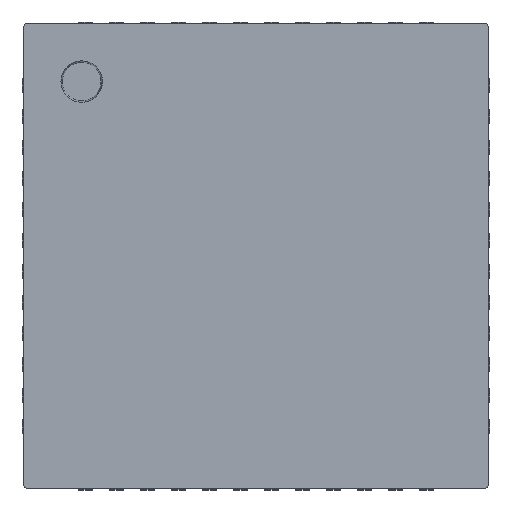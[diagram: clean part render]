
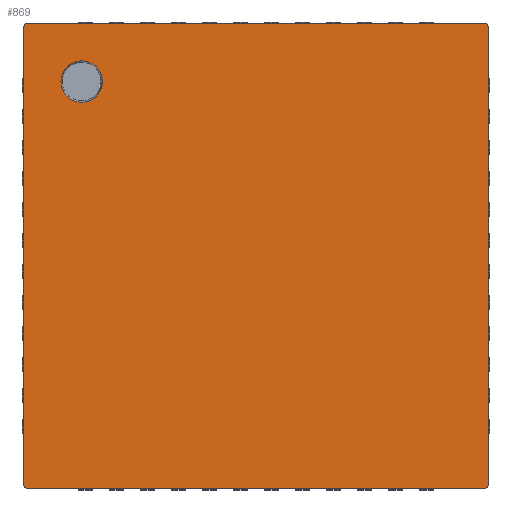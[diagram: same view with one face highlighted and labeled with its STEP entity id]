
A CAD part, top view. The second image highlights one B-rep face of the part: STEP entity #869.
In plain terms, the highlighted planar face has unit normal (0, 0, 1).
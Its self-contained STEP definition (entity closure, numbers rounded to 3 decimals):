
#234=CIRCLE('',#919,0.268);
#235=CIRCLE('',#920,0.05);
#236=CIRCLE('',#921,0.05);
#237=CIRCLE('',#922,0.05);
#238=CIRCLE('',#923,0.05);
#270=ORIENTED_EDGE('',*,*,#430,.T.);
#271=ORIENTED_EDGE('',*,*,#420,.T.);
#272=ORIENTED_EDGE('',*,*,#431,.T.);
#273=ORIENTED_EDGE('',*,*,#422,.T.);
#274=ORIENTED_EDGE('',*,*,#432,.T.);
#275=ORIENTED_EDGE('',*,*,#428,.T.);
#276=ORIENTED_EDGE('',*,*,#433,.T.);
#277=ORIENTED_EDGE('',*,*,#416,.T.);
#278=ORIENTED_EDGE('',*,*,#434,.T.);
#416=EDGE_CURVE('',#497,#496,#550,.T.);
#420=EDGE_CURVE('',#501,#500,#554,.T.);
#422=EDGE_CURVE('',#502,#503,#556,.T.);
#428=EDGE_CURVE('',#509,#508,#562,.T.);
#430=EDGE_CURVE('',#510,#510,#234,.F.);
#431=EDGE_CURVE('',#500,#502,#235,.T.);
#432=EDGE_CURVE('',#503,#509,#236,.T.);
#433=EDGE_CURVE('',#508,#497,#237,.T.);
#434=EDGE_CURVE('',#496,#501,#238,.T.);
#496=VERTEX_POINT('',#1294);
#497=VERTEX_POINT('',#1296);
#500=VERTEX_POINT('',#1303);
#501=VERTEX_POINT('',#1305);
#502=VERTEX_POINT('',#1309);
#503=VERTEX_POINT('',#1310);
#508=VERTEX_POINT('',#1321);
#509=VERTEX_POINT('',#1323);
#510=VERTEX_POINT('',#1327);
#550=LINE('',#1295,#610);
#554=LINE('',#1304,#614);
#556=LINE('',#1308,#616);
#562=LINE('',#1322,#622);
#610=VECTOR('',#1024,1000.);
#614=VECTOR('',#1030,1000.);
#616=VECTOR('',#1034,1000.);
#622=VECTOR('',#1042,1000.);
#672=EDGE_LOOP('',(#270));
#673=EDGE_LOOP('',(#271,#272,#273,#274,#275,#276,#277,#278));
#708=FACE_BOUND('',#672,.T.);
#709=FACE_BOUND('',#673,.T.);
#744=PLANE('',#918);
#869=ADVANCED_FACE('',(#708,#709),#744,.T.);
#918=AXIS2_PLACEMENT_3D('',#1325,#1044,#1045);
#919=AXIS2_PLACEMENT_3D('',#1326,#1046,#1047);
#920=AXIS2_PLACEMENT_3D('',#1328,#1048,#1049);
#921=AXIS2_PLACEMENT_3D('',#1329,#1050,#1051);
#922=AXIS2_PLACEMENT_3D('',#1330,#1052,#1053);
#923=AXIS2_PLACEMENT_3D('',#1331,#1054,#1055);
#1024=DIRECTION('',(1.,0.,0.));
#1030=DIRECTION('',(0.,1.,0.));
#1034=DIRECTION('',(-1.,0.,0.));
#1042=DIRECTION('',(0.,-1.,0.));
#1044=DIRECTION('',(0.,0.,1.));
#1045=DIRECTION('',(1.,0.,0.));
#1046=DIRECTION('',(0.,0.,1.));
#1047=DIRECTION('',(1.,0.,0.));
#1048=DIRECTION('',(0.,0.,1.));
#1049=DIRECTION('',(1.,0.,0.));
#1050=DIRECTION('',(0.,0.,1.));
#1051=DIRECTION('',(1.,0.,0.));
#1052=DIRECTION('',(0.,0.,1.));
#1053=DIRECTION('',(1.,0.,0.));
#1054=DIRECTION('',(0.,0.,1.));
#1055=DIRECTION('',(1.,0.,0.));
#1294=CARTESIAN_POINT('',(2.95,-3.,0.85));
#1295=CARTESIAN_POINT('',(-3.,-3.,0.85));
#1296=CARTESIAN_POINT('',(-2.95,-3.,0.85));
#1303=CARTESIAN_POINT('',(3.,2.95,0.85));
#1304=CARTESIAN_POINT('',(3.,-3.,0.85));
#1305=CARTESIAN_POINT('',(3.,-2.95,0.85));
#1308=CARTESIAN_POINT('',(3.,3.,0.85));
#1309=CARTESIAN_POINT('',(2.95,3.,0.85));
#1310=CARTESIAN_POINT('',(-2.95,3.,0.85));
#1321=CARTESIAN_POINT('',(-3.,-2.95,0.85));
#1322=CARTESIAN_POINT('',(-3.,3.,0.85));
#1323=CARTESIAN_POINT('',(-3.,2.95,0.85));
#1325=CARTESIAN_POINT('',(0.,0.,0.85));
#1326=CARTESIAN_POINT('',(-2.25,2.25,0.85));
#1327=CARTESIAN_POINT('',(-1.982,2.25,0.85));
#1328=CARTESIAN_POINT('',(2.95,2.95,0.85));
#1329=CARTESIAN_POINT('',(-2.95,2.95,0.85));
#1330=CARTESIAN_POINT('',(-2.95,-2.95,0.85));
#1331=CARTESIAN_POINT('',(2.95,-2.95,0.85));
